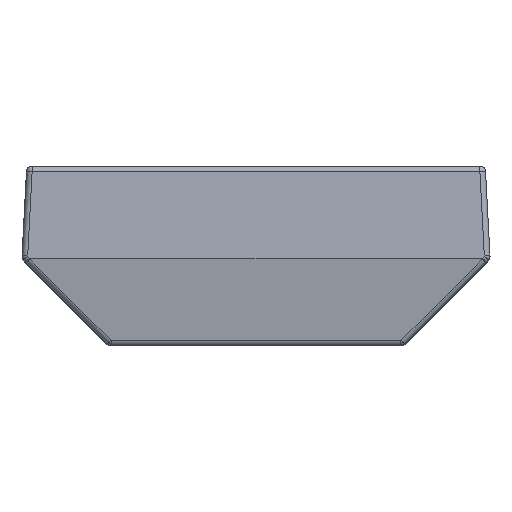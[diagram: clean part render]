
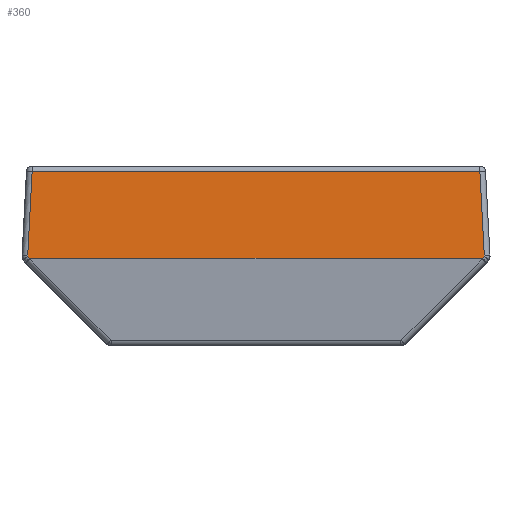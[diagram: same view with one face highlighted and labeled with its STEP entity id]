
A CAD part, top view. The second image highlights one B-rep face of the part: STEP entity #360.
In plain terms, the highlighted planar face has unit normal (0, 0.052, 0.999).
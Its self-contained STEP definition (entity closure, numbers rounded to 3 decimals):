
#57 = ORIENTED_EDGE ( 'NONE', *, *, #4072, .T. ) ;
#360 = ADVANCED_FACE ( 'NONE', ( #12206 ), #6037, .T. ) ;
#767 = VERTEX_POINT ( 'NONE', #9345 ) ;
#895 = ORIENTED_EDGE ( 'NONE', *, *, #5328, .T. ) ;
#985 = EDGE_LOOP ( 'NONE', ( #5715, #13334, #9102, #57, #8255, #895 ) ) ;
#991 = LINE ( 'NONE', #5190, #12572 ) ;
#1101 = VECTOR ( 'NONE', #9700, 1000. ) ;
#1115 = VERTEX_POINT ( 'NONE', #9026 ) ;
#1324 = CARTESIAN_POINT ( 'NONE',  ( -1.995, 0.104, 3.175 ) ) ;
#1634 = VERTEX_POINT ( 'NONE', #10815 ) ;
#1690 = CARTESIAN_POINT ( 'NONE',  ( 1.995, 0.104, 3.175 ) ) ;
#1795 = EDGE_CURVE ( 'NONE', #767, #4061, #3043, .T. ) ;
#1948 = CARTESIAN_POINT ( 'NONE',  ( 1.96, 0.763, 3.14 ) ) ;
#2282 = LINE ( 'NONE', #2411, #5969 ) ;
#2411 = CARTESIAN_POINT ( 'NONE',  ( 0., 0.004, 3.18 ) ) ;
#2772 = DIRECTION ( 'NONE',  ( 0., 0.052, 0.999 ) ) ;
#2776 = DIRECTION ( 'NONE',  ( -1., 0., 0. ) ) ;
#2812 = VERTEX_POINT ( 'NONE', #6030 ) ;
#2981 = CARTESIAN_POINT ( 'NONE',  ( 2.013, 0.037, 3.178 ) ) ;
#3015 = EDGE_CURVE ( 'NONE', #2812, #1115, #991, .T. ) ;
#3043 = LINE ( 'NONE', #2981, #6436 ) ;
#3826 = CARTESIAN_POINT ( 'NONE',  ( -2.008, 0.763, 3.14 ) ) ;
#3899 = DIRECTION ( 'NONE',  ( -0.052, 0.997, -0.052 ) ) ;
#3961 = DIRECTION ( 'NONE',  ( -0.707, -0.707, 0.037 ) ) ;
#4061 = VERTEX_POINT ( 'NONE', #6735 ) ;
#4072 = EDGE_CURVE ( 'NONE', #2812, #4061, #2282, .T. ) ;
#5179 = AXIS2_PLACEMENT_3D ( 'NONE', #12279, #2772, #7022 ) ;
#5190 = CARTESIAN_POINT ( 'NONE',  ( -2.013, 0.037, 3.178 ) ) ;
#5328 = EDGE_CURVE ( 'NONE', #767, #10078, #11161, .T. ) ;
#5715 = ORIENTED_EDGE ( 'NONE', *, *, #11598, .T. ) ;
#5969 = VECTOR ( 'NONE', #6508, 1000. ) ;
#6030 = CARTESIAN_POINT ( 'NONE',  ( -1.981, 0.004, 3.18 ) ) ;
#6037 = PLANE ( 'NONE',  #5179 ) ;
#6306 = LINE ( 'NONE', #1324, #1101 ) ;
#6436 = VECTOR ( 'NONE', #3961, 1000. ) ;
#6508 = DIRECTION ( 'NONE',  ( 1., 0., 0. ) ) ;
#6735 = CARTESIAN_POINT ( 'NONE',  ( 1.981, 0.004, 3.18 ) ) ;
#7022 = DIRECTION ( 'NONE',  ( 1., 0., 0. ) ) ;
#7131 = EDGE_CURVE ( 'NONE', #1634, #1115, #6306, .T. ) ;
#8255 = ORIENTED_EDGE ( 'NONE', *, *, #1795, .F. ) ;
#8575 = VECTOR ( 'NONE', #3899, 1000. ) ;
#8767 = VECTOR ( 'NONE', #2776, 1000. ) ;
#9026 = CARTESIAN_POINT ( 'NONE',  ( -1.999, 0.022, 3.179 ) ) ;
#9102 = ORIENTED_EDGE ( 'NONE', *, *, #3015, .F. ) ;
#9345 = CARTESIAN_POINT ( 'NONE',  ( 1.999, 0.022, 3.179 ) ) ;
#9700 = DIRECTION ( 'NONE',  ( -0.052, -0.997, 0.052 ) ) ;
#9988 = LINE ( 'NONE', #3826, #8767 ) ;
#10078 = VERTEX_POINT ( 'NONE', #1948 ) ;
#10815 = CARTESIAN_POINT ( 'NONE',  ( -1.96, 0.763, 3.14 ) ) ;
#11161 = LINE ( 'NONE', #1690, #8575 ) ;
#11598 = EDGE_CURVE ( 'NONE', #10078, #1634, #9988, .T. ) ;
#12206 = FACE_OUTER_BOUND ( 'NONE', #985, .T. ) ;
#12279 = CARTESIAN_POINT ( 'NONE',  ( 0., 0., 3.18 ) ) ;
#12572 = VECTOR ( 'NONE', #13659, 1000. ) ;
#13334 = ORIENTED_EDGE ( 'NONE', *, *, #7131, .T. ) ;
#13659 = DIRECTION ( 'NONE',  ( -0.707, 0.707, -0.037 ) ) ;
